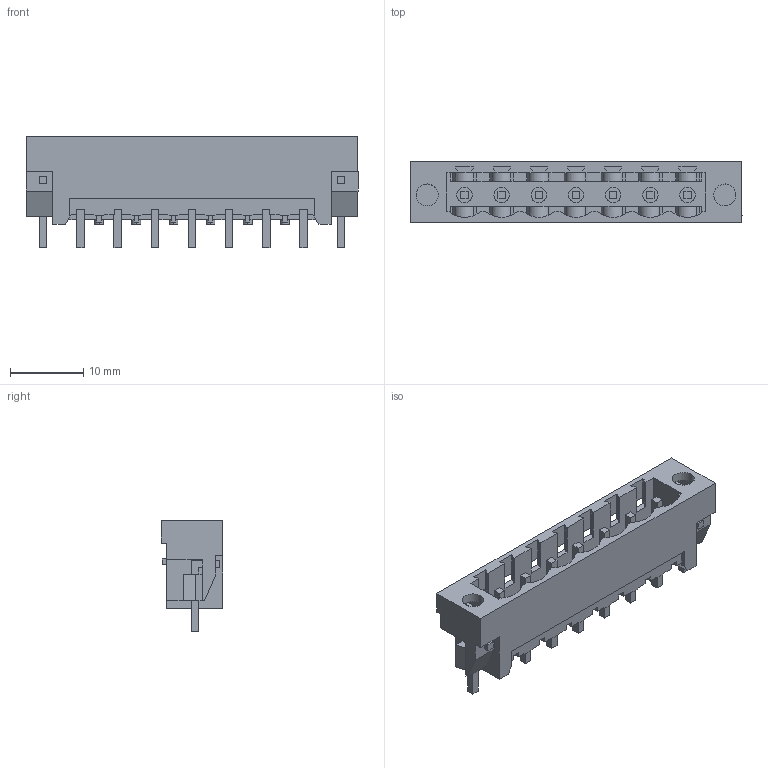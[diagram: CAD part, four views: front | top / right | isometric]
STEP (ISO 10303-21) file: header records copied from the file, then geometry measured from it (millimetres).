
FILE_DESCRIPTION(('CATIA V5 STEP Exchange','CAx-IF Rec.Pracs.--- Model Styling and Organization---1.2---2011-12-15'),'2;1');
FILE_NAME ('D1457045_0_1838490000_1838490000.stp','2018-03-21T11:34:46+00:00',('none'),('Weidmueller'),'CATIA Version 5-6 Release 2014','CATIA V5 STEP AP214','none');
FILE_SCHEMA(('AUTOMOTIVE_DESIGN { 1 0 10303 214 1 1 1 1 }'));
Length unit declared in the file: millimetre
Products named in the file (1): 1838490000
Bounding box: 45.36 x 8.43 x 15.2 mm (x, y, z)
Volume: 1764.6 mm3; surface area: 3969.6 mm2
Topology: 10 solids, 10 shells, 501 faces, 1569 edges, 1074 vertices
Faces by surface type: plane 427, cylinder 67, extrusion 7
Entity records: 17711 total; most frequent: CARTESIAN_POINT 3882, ORIENTED_EDGE 3138, DIRECTION 2427, EDGE_CURVE 1569, VECTOR 1324, LINE 1317, VERTEX_POINT 1074, AXIS2_PLACEMENT_3D 609
